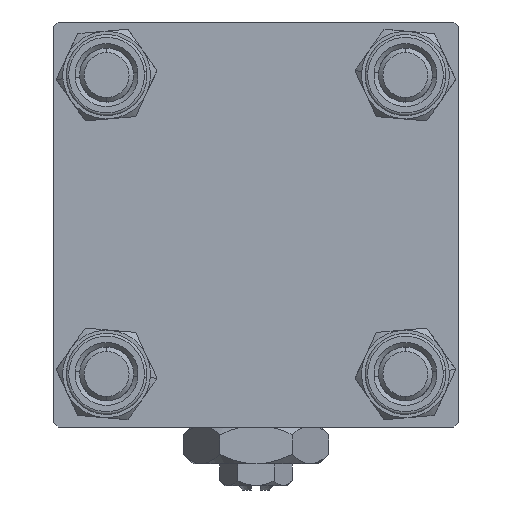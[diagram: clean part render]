
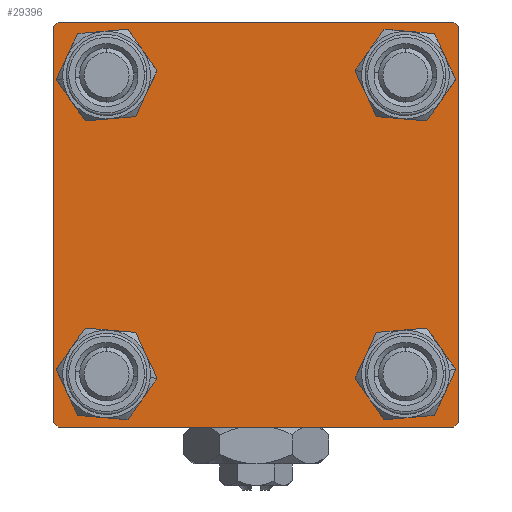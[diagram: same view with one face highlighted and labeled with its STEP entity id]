
A CAD part, left-side view. The second image highlights one B-rep face of the part: STEP entity #29396.
In plain terms, the highlighted planar face has unit normal (-1, 0, 0).
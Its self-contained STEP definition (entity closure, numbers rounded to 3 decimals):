
#149 = VERTEX_POINT ( 'NONE', #44315 ) ;
#176 = EDGE_CURVE ( 'NONE', #32222, #1701, #45146, .T. ) ;
#1544 = CARTESIAN_POINT ( 'NONE',  ( 0., -16.6, -20.1 ) ) ;
#1701 = VERTEX_POINT ( 'NONE', #48344 ) ;
#1946 = DIRECTION ( 'NONE',  ( 0., 0., 1. ) ) ;
#2170 = CARTESIAN_POINT ( 'NONE',  ( 0., -16.6, -16.6 ) ) ;
#3010 = VERTEX_POINT ( 'NONE', #24233 ) ;
#3152 = PLANE ( 'NONE',  #15816 ) ;
#3315 = ORIENTED_EDGE ( 'NONE', *, *, #50254, .T. ) ;
#3646 = CARTESIAN_POINT ( 'NONE',  ( 0., 22., -22.5 ) ) ;
#5143 = DIRECTION ( 'NONE',  ( 0., 0., 1. ) ) ;
#5445 = DIRECTION ( 'NONE',  ( 1., 0., 0. ) ) ;
#6100 = AXIS2_PLACEMENT_3D ( 'NONE', #42483, #56126, #47216 ) ;
#6390 = CIRCLE ( 'NONE', #54716, 3.5 ) ;
#6690 = DIRECTION ( 'NONE',  ( 1., 0., 0. ) ) ;
#6951 = LINE ( 'NONE', #12249, #20631 ) ;
#7247 = ORIENTED_EDGE ( 'NONE', *, *, #10928, .T. ) ;
#7387 = EDGE_CURVE ( 'NONE', #149, #41633, #27816, .T. ) ;
#7421 = EDGE_CURVE ( 'NONE', #18563, #11751, #45900, .T. ) ;
#8894 = VERTEX_POINT ( 'NONE', #29296 ) ;
#9885 = CARTESIAN_POINT ( 'NONE',  ( 0., -16.6, 16.6 ) ) ;
#10304 = DIRECTION ( 'NONE',  ( 0., -1., 0. ) ) ;
#10411 = VERTEX_POINT ( 'NONE', #57175 ) ;
#10482 = ORIENTED_EDGE ( 'NONE', *, *, #25648, .T. ) ;
#10928 = EDGE_CURVE ( 'NONE', #27030, #43879, #32414, .T. ) ;
#11751 = VERTEX_POINT ( 'NONE', #32781 ) ;
#12249 = CARTESIAN_POINT ( 'NONE',  ( 0., -22.25, -22.25 ) ) ;
#12346 = FACE_BOUND ( 'NONE', #28549, .T. ) ;
#12631 = FACE_BOUND ( 'NONE', #33315, .T. ) ;
#13995 = DIRECTION ( 'NONE',  ( 1., 0., 0. ) ) ;
#14261 = CARTESIAN_POINT ( 'NONE',  ( 0., -22.5, 22.5 ) ) ;
#14608 = DIRECTION ( 'NONE',  ( 0., 0., 1. ) ) ;
#15292 = VECTOR ( 'NONE', #10304, 1000. ) ;
#15608 = CIRCLE ( 'NONE', #24147, 3.5 ) ;
#15816 = AXIS2_PLACEMENT_3D ( 'NONE', #57449, #39066, #16226 ) ;
#16226 = DIRECTION ( 'NONE',  ( 0., 0., 1. ) ) ;
#17207 = LINE ( 'NONE', #43921, #39861 ) ;
#18468 = CARTESIAN_POINT ( 'NONE',  ( 0., 16.6, -20.1 ) ) ;
#18563 = VERTEX_POINT ( 'NONE', #3646 ) ;
#18750 = CARTESIAN_POINT ( 'NONE',  ( 0., -22.5, -22. ) ) ;
#19012 = LINE ( 'NONE', #14261, #28973 ) ;
#19396 = DIRECTION ( 'NONE',  ( 0., 0., 1. ) ) ;
#19409 = CARTESIAN_POINT ( 'NONE',  ( 0., -22., 22.5 ) ) ;
#19707 = CARTESIAN_POINT ( 'NONE',  ( 0., -16.6, -16.6 ) ) ;
#20426 = AXIS2_PLACEMENT_3D ( 'NONE', #44483, #40327, #34714 ) ;
#20631 = VECTOR ( 'NONE', #25617, 1000. ) ;
#21558 = EDGE_CURVE ( 'NONE', #38878, #41633, #56742, .T. ) ;
#21635 = VECTOR ( 'NONE', #47531, 1000. ) ;
#21706 = CARTESIAN_POINT ( 'NONE',  ( 0., -16.6, 20.1 ) ) ;
#21754 = EDGE_CURVE ( 'NONE', #149, #27488, #19012, .T. ) ;
#22376 = EDGE_CURVE ( 'NONE', #10411, #50673, #39229, .T. ) ;
#23042 = EDGE_CURVE ( 'NONE', #43879, #27030, #15608, .T. ) ;
#23585 = EDGE_LOOP ( 'NONE', ( #39488, #28005 ) ) ;
#24147 = AXIS2_PLACEMENT_3D ( 'NONE', #19707, #55928, #33946 ) ;
#24233 = CARTESIAN_POINT ( 'NONE',  ( 0., 22.5, -22. ) ) ;
#24502 = CARTESIAN_POINT ( 'NONE',  ( 0., -16.6, 16.6 ) ) ;
#25424 = FACE_OUTER_BOUND ( 'NONE', #53732, .T. ) ;
#25460 = VECTOR ( 'NONE', #51444, 1000. ) ;
#25617 = DIRECTION ( 'NONE',  ( 0., -0.707, 0.707 ) ) ;
#25648 = EDGE_CURVE ( 'NONE', #1701, #32222, #37492, .T. ) ;
#26640 = CARTESIAN_POINT ( 'NONE',  ( 0., 16.6, 20.1 ) ) ;
#27030 = VERTEX_POINT ( 'NONE', #42909 ) ;
#27488 = VERTEX_POINT ( 'NONE', #18750 ) ;
#27816 = LINE ( 'NONE', #42059, #57840 ) ;
#28005 = ORIENTED_EDGE ( 'NONE', *, *, #35164, .T. ) ;
#28549 = EDGE_LOOP ( 'NONE', ( #7247, #48155 ) ) ;
#28618 = ORIENTED_EDGE ( 'NONE', *, *, #31977, .T. ) ;
#28973 = VECTOR ( 'NONE', #32686, 1000. ) ;
#29296 = CARTESIAN_POINT ( 'NONE',  ( 0., 22.5, 22. ) ) ;
#29396 = ADVANCED_FACE ( 'NONE', ( #47970, #12346, #53295, #12631, #25424 ), #3152, .T. ) ;
#30424 = EDGE_CURVE ( 'NONE', #36731, #33480, #6390, .T. ) ;
#30653 = ORIENTED_EDGE ( 'NONE', *, *, #21754, .F. ) ;
#31856 = CARTESIAN_POINT ( 'NONE',  ( 0., 22., 22.5 ) ) ;
#31977 = EDGE_CURVE ( 'NONE', #11751, #27488, #6951, .T. ) ;
#32222 = VERTEX_POINT ( 'NONE', #18468 ) ;
#32307 = CIRCLE ( 'NONE', #45580, 3.5 ) ;
#32414 = CIRCLE ( 'NONE', #38118, 3.5 ) ;
#32686 = DIRECTION ( 'NONE',  ( 0., 0., -1. ) ) ;
#32781 = CARTESIAN_POINT ( 'NONE',  ( 0., -22., -22.5 ) ) ;
#32804 = ORIENTED_EDGE ( 'NONE', *, *, #41075, .T. ) ;
#33315 = EDGE_LOOP ( 'NONE', ( #48771, #40565 ) ) ;
#33367 = LINE ( 'NONE', #42547, #25460 ) ;
#33480 = VERTEX_POINT ( 'NONE', #40627 ) ;
#33946 = DIRECTION ( 'NONE',  ( 0., 0., 1. ) ) ;
#34196 = DIRECTION ( 'NONE',  ( 0., -1., 0. ) ) ;
#34714 = DIRECTION ( 'NONE',  ( 0., 0., 1. ) ) ;
#35061 = CARTESIAN_POINT ( 'NONE',  ( 0., 22.25, 22.25 ) ) ;
#35164 = EDGE_CURVE ( 'NONE', #33480, #36731, #57647, .T. ) ;
#35628 = EDGE_LOOP ( 'NONE', ( #10482, #42520 ) ) ;
#35892 = AXIS2_PLACEMENT_3D ( 'NONE', #9885, #41025, #14608 ) ;
#36731 = VERTEX_POINT ( 'NONE', #21706 ) ;
#37017 = DIRECTION ( 'NONE',  ( 0., 0.707, 0.707 ) ) ;
#37459 = CARTESIAN_POINT ( 'NONE',  ( 0., 16.6, 16.6 ) ) ;
#37492 = CIRCLE ( 'NONE', #20426, 3.5 ) ;
#37799 = DIRECTION ( 'NONE',  ( 1., 0., 0. ) ) ;
#38118 = AXIS2_PLACEMENT_3D ( 'NONE', #2170, #37799, #19396 ) ;
#38878 = VERTEX_POINT ( 'NONE', #31856 ) ;
#39050 = EDGE_CURVE ( 'NONE', #38878, #8894, #43078, .T. ) ;
#39066 = DIRECTION ( 'NONE',  ( -1., 0., 0. ) ) ;
#39229 = CIRCLE ( 'NONE', #6100, 3.5 ) ;
#39488 = ORIENTED_EDGE ( 'NONE', *, *, #30424, .T. ) ;
#39861 = VECTOR ( 'NONE', #44802, 1000. ) ;
#40161 = CARTESIAN_POINT ( 'NONE',  ( 0., 16.6, -16.6 ) ) ;
#40327 = DIRECTION ( 'NONE',  ( 1., 0., 0. ) ) ;
#40565 = ORIENTED_EDGE ( 'NONE', *, *, #22376, .T. ) ;
#40627 = CARTESIAN_POINT ( 'NONE',  ( 0., -16.6, 13.1 ) ) ;
#41025 = DIRECTION ( 'NONE',  ( 1., 0., 0. ) ) ;
#41075 = EDGE_CURVE ( 'NONE', #8894, #3010, #33367, .T. ) ;
#41633 = VERTEX_POINT ( 'NONE', #19409 ) ;
#42059 = CARTESIAN_POINT ( 'NONE',  ( 0., -22.25, 22.25 ) ) ;
#42483 = CARTESIAN_POINT ( 'NONE',  ( 0., 16.6, 16.6 ) ) ;
#42520 = ORIENTED_EDGE ( 'NONE', *, *, #176, .T. ) ;
#42547 = CARTESIAN_POINT ( 'NONE',  ( 0., 22.5, 22.5 ) ) ;
#42909 = CARTESIAN_POINT ( 'NONE',  ( 0., -16.6, -13.1 ) ) ;
#43078 = LINE ( 'NONE', #35061, #21635 ) ;
#43879 = VERTEX_POINT ( 'NONE', #1544 ) ;
#43921 = CARTESIAN_POINT ( 'NONE',  ( 0., 22.25, -22.25 ) ) ;
#44315 = CARTESIAN_POINT ( 'NONE',  ( 0., -22.5, 22. ) ) ;
#44483 = CARTESIAN_POINT ( 'NONE',  ( 0., 16.6, -16.6 ) ) ;
#44802 = DIRECTION ( 'NONE',  ( 0., -0.707, -0.707 ) ) ;
#45146 = CIRCLE ( 'NONE', #58439, 3.5 ) ;
#45580 = AXIS2_PLACEMENT_3D ( 'NONE', #37459, #13995, #50800 ) ;
#45900 = LINE ( 'NONE', #56771, #15292 ) ;
#47216 = DIRECTION ( 'NONE',  ( 0., 0., 1. ) ) ;
#47292 = ORIENTED_EDGE ( 'NONE', *, *, #7421, .T. ) ;
#47531 = DIRECTION ( 'NONE',  ( 0., 0.707, -0.707 ) ) ;
#47970 = FACE_BOUND ( 'NONE', #23585, .T. ) ;
#48155 = ORIENTED_EDGE ( 'NONE', *, *, #23042, .T. ) ;
#48344 = CARTESIAN_POINT ( 'NONE',  ( 0., 16.6, -13.1 ) ) ;
#48771 = ORIENTED_EDGE ( 'NONE', *, *, #50030, .T. ) ;
#49559 = ORIENTED_EDGE ( 'NONE', *, *, #7387, .T. ) ;
#50030 = EDGE_CURVE ( 'NONE', #50673, #10411, #32307, .T. ) ;
#50254 = EDGE_CURVE ( 'NONE', #3010, #18563, #17207, .T. ) ;
#50673 = VERTEX_POINT ( 'NONE', #26640 ) ;
#50800 = DIRECTION ( 'NONE',  ( 0., 0., 1. ) ) ;
#51444 = DIRECTION ( 'NONE',  ( 0., 0., -1. ) ) ;
#52912 = ORIENTED_EDGE ( 'NONE', *, *, #21558, .F. ) ;
#53159 = CARTESIAN_POINT ( 'NONE',  ( 0., 22.5, 22.5 ) ) ;
#53295 = FACE_BOUND ( 'NONE', #35628, .T. ) ;
#53732 = EDGE_LOOP ( 'NONE', ( #32804, #3315, #47292, #28618, #30653, #49559, #52912, #55810 ) ) ;
#54716 = AXIS2_PLACEMENT_3D ( 'NONE', #24502, #6690, #1946 ) ;
#55810 = ORIENTED_EDGE ( 'NONE', *, *, #39050, .T. ) ;
#55928 = DIRECTION ( 'NONE',  ( 1., 0., 0. ) ) ;
#56126 = DIRECTION ( 'NONE',  ( 1., 0., 0. ) ) ;
#56329 = VECTOR ( 'NONE', #34196, 1000. ) ;
#56742 = LINE ( 'NONE', #53159, #56329 ) ;
#56771 = CARTESIAN_POINT ( 'NONE',  ( 0., 22.5, -22.5 ) ) ;
#57175 = CARTESIAN_POINT ( 'NONE',  ( 0., 16.6, 13.1 ) ) ;
#57449 = CARTESIAN_POINT ( 'NONE',  ( 0., 0., 0. ) ) ;
#57647 = CIRCLE ( 'NONE', #35892, 3.5 ) ;
#57840 = VECTOR ( 'NONE', #37017, 1000. ) ;
#58439 = AXIS2_PLACEMENT_3D ( 'NONE', #40161, #5445, #5143 ) ;
